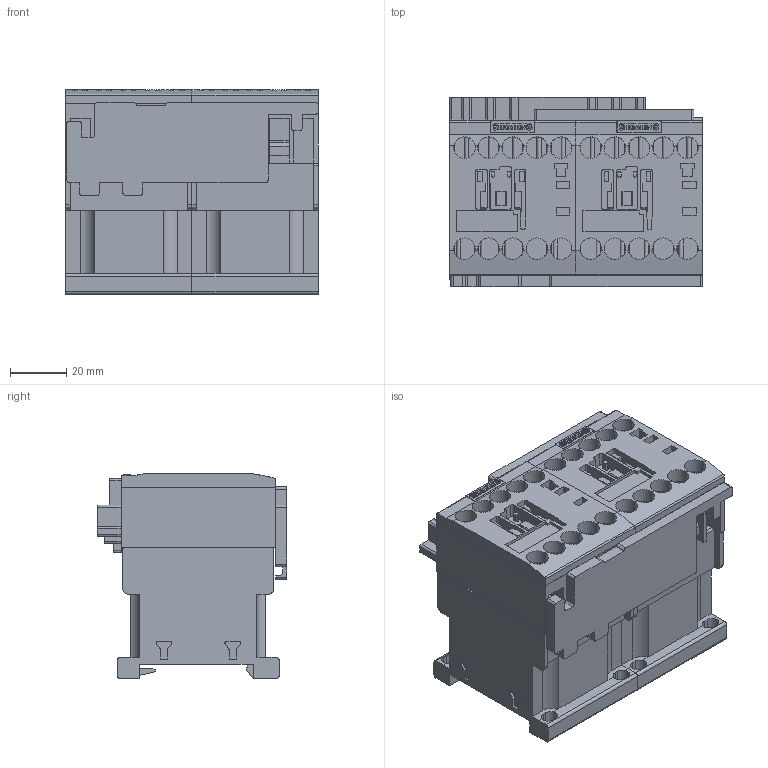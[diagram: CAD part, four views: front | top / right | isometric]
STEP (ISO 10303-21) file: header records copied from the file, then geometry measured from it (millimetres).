
FILE_DESCRIPTION(('STEP AP214'),'1');
FILE_NAME('cctmp_5D57D39F-F2AF-46C9-AE30-3B0AA7E60B19_2023_07_18_12_38_17_0629..stp','2023-07-18T10:38:19',('SIEMENS A&D'),('CADClick - www.CADClick.com'),'Spatial InterOp 3D postprocessed',' ','unknown authorization');
FILE_SCHEMA(('AUTOMOTIVE_DESIGN'));
Length unit declared in the file: millimetre
Products named in the file (1): 2023_07_18_12_38_17_0551
Bounding box: 90.05 x 67.5 x 73 mm (x, y, z)
Volume: 277380.3 mm3; surface area: 80172.6 mm2
Topology: 1 solids, 1 shells, 1521 faces, 4516 edges, 2946 vertices
Faces by surface type: plane 1101, cylinder 384, cone 36
Entity records: 85815 total; most frequent: CARTESIAN_POINT 9670, ORIENTED_EDGE 9032, STYLED_ITEM 8984, PRESENTATION_STYLE_ASSIGNMENT 8984, DIRECTION 8432, EDGE_CURVE 4516, CURVE_STYLE 4516, DRAUGHTING_PRE_DEFINED_CURVE_FONT 4516
